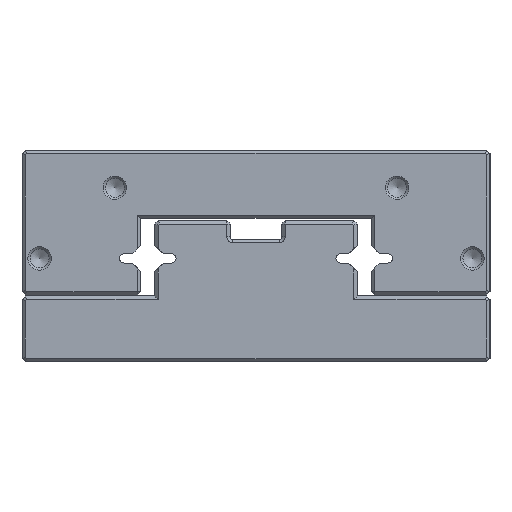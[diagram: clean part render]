
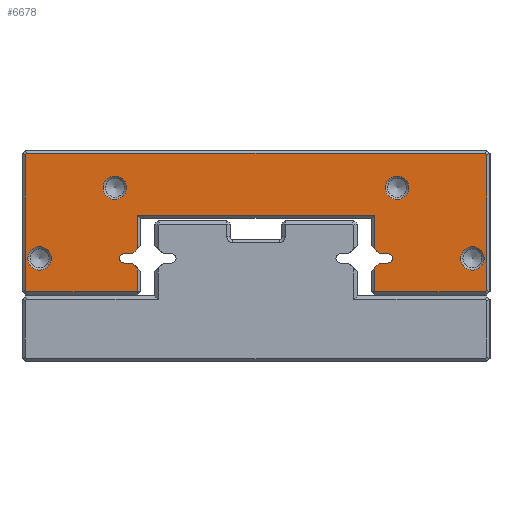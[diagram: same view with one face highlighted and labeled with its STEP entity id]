
A CAD part, left-side view. The second image highlights one B-rep face of the part: STEP entity #6678.
In plain terms, the highlighted planar face has unit normal (-1, 0, 0).
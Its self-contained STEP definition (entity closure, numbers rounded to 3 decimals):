
#5327=FACE_BOUND('',#10541,.T.);
#5328=FACE_BOUND('',#10542,.T.);
#5329=FACE_BOUND('',#10543,.T.);
#5330=FACE_BOUND('',#10544,.T.);
#5331=FACE_BOUND('',#10545,.T.);
#6049=CIRCLE('',#29379,1.);
#6072=CIRCLE('',#29410,1.);
#6078=CIRCLE('',#29422,2.5);
#6079=CIRCLE('',#29423,2.5);
#6080=CIRCLE('',#29424,2.5);
#6081=CIRCLE('',#29425,2.5);
#6678=ADVANCED_FACE('',(#5327,#5328,#5329,#5330,#5331),#8034,.T.);
#8034=PLANE('',#29426);
#10541=EDGE_LOOP('',(#14008,#14009,#14010,#14011,#14012,#14013,#14014,#14015,
#14016,#14017,#14018,#14019,#14020,#14021,#14022,#14023,#14024,#14025,#14026,
#14027,#14028,#14029,#14030,#14031));
#10542=EDGE_LOOP('',(#14032));
#10543=EDGE_LOOP('',(#14033));
#10544=EDGE_LOOP('',(#14034));
#10545=EDGE_LOOP('',(#14035));
#14008=ORIENTED_EDGE('',*,*,#21966,.F.);
#14009=ORIENTED_EDGE('',*,*,#22007,.T.);
#14010=ORIENTED_EDGE('',*,*,#22008,.T.);
#14011=ORIENTED_EDGE('',*,*,#22009,.T.);
#14012=ORIENTED_EDGE('',*,*,#21895,.F.);
#14013=ORIENTED_EDGE('',*,*,#21889,.F.);
#14014=ORIENTED_EDGE('',*,*,#21886,.F.);
#14015=ORIENTED_EDGE('',*,*,#21883,.F.);
#14016=ORIENTED_EDGE('',*,*,#21881,.F.);
#14017=ORIENTED_EDGE('',*,*,#22010,.T.);
#14018=ORIENTED_EDGE('',*,*,#22011,.T.);
#14019=ORIENTED_EDGE('',*,*,#22012,.T.);
#14020=ORIENTED_EDGE('',*,*,#22013,.T.);
#14021=ORIENTED_EDGE('',*,*,#22014,.T.);
#14022=ORIENTED_EDGE('',*,*,#22015,.T.);
#14023=ORIENTED_EDGE('',*,*,#22016,.T.);
#14024=ORIENTED_EDGE('',*,*,#22017,.T.);
#14025=ORIENTED_EDGE('',*,*,#22018,.T.);
#14026=ORIENTED_EDGE('',*,*,#22019,.T.);
#14027=ORIENTED_EDGE('',*,*,#22020,.T.);
#14028=ORIENTED_EDGE('',*,*,#21980,.F.);
#14029=ORIENTED_EDGE('',*,*,#21974,.F.);
#14030=ORIENTED_EDGE('',*,*,#21971,.F.);
#14031=ORIENTED_EDGE('',*,*,#21968,.F.);
#14032=ORIENTED_EDGE('',*,*,#22021,.T.);
#14033=ORIENTED_EDGE('',*,*,#22022,.T.);
#14034=ORIENTED_EDGE('',*,*,#22023,.T.);
#14035=ORIENTED_EDGE('',*,*,#22024,.T.);
#19407=VERTEX_POINT('',#39639);
#19408=VERTEX_POINT('',#39641);
#19409=VERTEX_POINT('',#39645);
#19411=VERTEX_POINT('',#39651);
#19413=VERTEX_POINT('',#39657);
#19418=VERTEX_POINT('',#39669);
#19466=VERTEX_POINT('',#39791);
#19467=VERTEX_POINT('',#39793);
#19468=VERTEX_POINT('',#39797);
#19470=VERTEX_POINT('',#39803);
#19472=VERTEX_POINT('',#39809);
#19477=VERTEX_POINT('',#39821);
#19500=VERTEX_POINT('',#39875);
#19501=VERTEX_POINT('',#39877);
#19502=VERTEX_POINT('',#39880);
#19503=VERTEX_POINT('',#39882);
#19504=VERTEX_POINT('',#39884);
#19505=VERTEX_POINT('',#39886);
#19506=VERTEX_POINT('',#39888);
#19507=VERTEX_POINT('',#39890);
#19508=VERTEX_POINT('',#39892);
#19509=VERTEX_POINT('',#39894);
#19510=VERTEX_POINT('',#39896);
#19511=VERTEX_POINT('',#39898);
#19512=VERTEX_POINT('',#39901);
#19513=VERTEX_POINT('',#39903);
#19514=VERTEX_POINT('',#39905);
#19515=VERTEX_POINT('',#39907);
#21881=EDGE_CURVE('',#19407,#19408,#24743,.T.);
#21883=EDGE_CURVE('',#19408,#19409,#24745,.T.);
#21886=EDGE_CURVE('',#19409,#19411,#6049,.T.);
#21889=EDGE_CURVE('',#19411,#19413,#24749,.T.);
#21895=EDGE_CURVE('',#19413,#19418,#24755,.T.);
#21966=EDGE_CURVE('',#19466,#19467,#24805,.T.);
#21968=EDGE_CURVE('',#19467,#19468,#24807,.T.);
#21971=EDGE_CURVE('',#19468,#19470,#6072,.T.);
#21974=EDGE_CURVE('',#19470,#19472,#24811,.T.);
#21980=EDGE_CURVE('',#19472,#19477,#24817,.T.);
#22007=EDGE_CURVE('',#19466,#19500,#24840,.T.);
#22008=EDGE_CURVE('',#19500,#19501,#24841,.T.);
#22009=EDGE_CURVE('',#19501,#19418,#24842,.T.);
#22010=EDGE_CURVE('',#19407,#19502,#24843,.T.);
#22011=EDGE_CURVE('',#19502,#19503,#24844,.T.);
#22012=EDGE_CURVE('',#19503,#19504,#24845,.T.);
#22013=EDGE_CURVE('',#19504,#19505,#24846,.T.);
#22014=EDGE_CURVE('',#19505,#19506,#24847,.T.);
#22015=EDGE_CURVE('',#19506,#19507,#24848,.T.);
#22016=EDGE_CURVE('',#19507,#19508,#24849,.T.);
#22017=EDGE_CURVE('',#19508,#19509,#24850,.T.);
#22018=EDGE_CURVE('',#19509,#19510,#24851,.T.);
#22019=EDGE_CURVE('',#19510,#19511,#24852,.T.);
#22020=EDGE_CURVE('',#19511,#19477,#24853,.T.);
#22021=EDGE_CURVE('',#19512,#19512,#6078,.T.);
#22022=EDGE_CURVE('',#19513,#19513,#6079,.T.);
#22023=EDGE_CURVE('',#19514,#19514,#6080,.T.);
#22024=EDGE_CURVE('',#19515,#19515,#6081,.T.);
#24743=LINE('',#39640,#27179);
#24745=LINE('',#39644,#27181);
#24749=LINE('',#39656,#27185);
#24755=LINE('',#39668,#27191);
#24805=LINE('',#39792,#27241);
#24807=LINE('',#39796,#27243);
#24811=LINE('',#39808,#27247);
#24817=LINE('',#39820,#27253);
#24840=LINE('',#39874,#27276);
#24841=LINE('',#39876,#27277);
#24842=LINE('',#39878,#27278);
#24843=LINE('',#39879,#27279);
#24844=LINE('',#39881,#27280);
#24845=LINE('',#39883,#27281);
#24846=LINE('',#39885,#27282);
#24847=LINE('',#39887,#27283);
#24848=LINE('',#39889,#27284);
#24849=LINE('',#39891,#27285);
#24850=LINE('',#39893,#27286);
#24851=LINE('',#39895,#27287);
#24852=LINE('',#39897,#27288);
#24853=LINE('',#39899,#27289);
#27179=VECTOR('',#32639,1.);
#27181=VECTOR('',#32643,1.);
#27185=VECTOR('',#32655,1.);
#27191=VECTOR('',#32663,1.);
#27241=VECTOR('',#32763,1.);
#27243=VECTOR('',#32767,1.);
#27247=VECTOR('',#32779,1.);
#27253=VECTOR('',#32787,1.);
#27276=VECTOR('',#32826,1.);
#27277=VECTOR('',#32827,1.);
#27278=VECTOR('',#32828,1.);
#27279=VECTOR('',#32829,1.);
#27280=VECTOR('',#32830,1.);
#27281=VECTOR('',#32831,1.);
#27282=VECTOR('',#32832,1.);
#27283=VECTOR('',#32833,1.);
#27284=VECTOR('',#32834,1.);
#27285=VECTOR('',#32835,1.);
#27286=VECTOR('',#32836,1.);
#27287=VECTOR('',#32837,1.);
#27288=VECTOR('',#32838,1.);
#27289=VECTOR('',#32839,1.);
#29379=AXIS2_PLACEMENT_3D('',#39650,#32648,#32649);
#29410=AXIS2_PLACEMENT_3D('',#39802,#32772,#32773);
#29422=AXIS2_PLACEMENT_3D('',#39900,#32840,#32841);
#29423=AXIS2_PLACEMENT_3D('',#39902,#32842,#32843);
#29424=AXIS2_PLACEMENT_3D('',#39904,#32844,#32845);
#29425=AXIS2_PLACEMENT_3D('',#39906,#32846,#32847);
#29426=AXIS2_PLACEMENT_3D('',#39908,#32848,#32849);
#32639=DIRECTION('',(0.,-0.707,0.707));
#32643=DIRECTION('',(0.,-1.,0.));
#32648=DIRECTION('',(-1.,0.,0.));
#32649=DIRECTION('',(0.,0.,-1.));
#32655=DIRECTION('',(0.,1.,0.));
#32663=DIRECTION('',(0.,0.707,0.707));
#32763=DIRECTION('',(0.,0.707,-0.707));
#32767=DIRECTION('',(0.,1.,0.));
#32772=DIRECTION('',(-1.,0.,0.));
#32773=DIRECTION('',(0.,0.,1.));
#32779=DIRECTION('',(0.,-1.,0.));
#32787=DIRECTION('',(0.,-0.707,-0.707));
#32826=DIRECTION('',(0.,0.,1.));
#32827=DIRECTION('',(0.,-1.,0.));
#32828=DIRECTION('',(0.,0.,-1.));
#32829=DIRECTION('',(0.,0.,-1.));
#32830=DIRECTION('',(0.,-1.,0.));
#32831=DIRECTION('',(0.,-0.707,0.707));
#32832=DIRECTION('',(0.,0.,1.));
#32833=DIRECTION('',(0.,0.707,0.707));
#32834=DIRECTION('',(0.,1.,0.));
#32835=DIRECTION('',(0.,0.707,-0.707));
#32836=DIRECTION('',(0.,0.,-1.));
#32837=DIRECTION('',(0.,-0.707,-0.707));
#32838=DIRECTION('',(0.,-1.,0.));
#32839=DIRECTION('',(0.,0.,1.));
#32840=DIRECTION('',(1.,0.,0.));
#32841=DIRECTION('',(0.,0.,-1.));
#32842=DIRECTION('',(1.,0.,0.));
#32843=DIRECTION('',(0.,0.,-1.));
#32844=DIRECTION('',(1.,0.,0.));
#32845=DIRECTION('',(0.,0.,-1.));
#32846=DIRECTION('',(1.,0.,0.));
#32847=DIRECTION('',(0.,0.,-1.));
#32848=DIRECTION('',(-1.,0.,0.));
#32849=DIRECTION('',(0.,0.,-1.));
#39639=CARTESIAN_POINT('',(80.,24.55,19.957));
#39640=CARTESIAN_POINT('',(80.,25.25,19.257));
#39641=CARTESIAN_POINT('',(80.,23.507,21.));
#39644=CARTESIAN_POINT('',(80.,23.507,21.));
#39645=CARTESIAN_POINT('',(80.,21.75,21.));
#39650=CARTESIAN_POINT('',(80.,21.75,22.));
#39651=CARTESIAN_POINT('',(80.,21.75,23.));
#39656=CARTESIAN_POINT('',(80.,21.75,23.));
#39657=CARTESIAN_POINT('',(80.,23.507,23.));
#39668=CARTESIAN_POINT('',(80.,23.507,23.));
#39669=CARTESIAN_POINT('',(80.,24.55,24.043));
#39791=CARTESIAN_POINT('',(80.,74.95,24.043));
#39792=CARTESIAN_POINT('',(80.,74.25,24.743));
#39793=CARTESIAN_POINT('',(80.,75.993,23.));
#39796=CARTESIAN_POINT('',(80.,75.993,23.));
#39797=CARTESIAN_POINT('',(80.,77.75,23.));
#39802=CARTESIAN_POINT('',(80.,77.75,22.));
#39803=CARTESIAN_POINT('',(80.,77.75,21.));
#39808=CARTESIAN_POINT('',(80.,77.75,21.));
#39809=CARTESIAN_POINT('',(80.,75.993,21.));
#39820=CARTESIAN_POINT('',(80.,75.993,21.));
#39821=CARTESIAN_POINT('',(80.,74.95,19.957));
#39874=CARTESIAN_POINT('',(80.,74.95,30.5));
#39875=CARTESIAN_POINT('',(80.,74.95,31.2));
#39876=CARTESIAN_POINT('',(80.,25.25,31.2));
#39877=CARTESIAN_POINT('',(80.,24.55,31.2));
#39878=CARTESIAN_POINT('',(80.,24.55,24.743));
#39879=CARTESIAN_POINT('',(80.,24.55,14.2));
#39880=CARTESIAN_POINT('',(80.,24.55,14.9));
#39881=CARTESIAN_POINT('',(80.,0.7,14.9));
#39882=CARTESIAN_POINT('',(80.,0.99,14.9));
#39883=CARTESIAN_POINT('',(80.,7.82,8.07));
#39884=CARTESIAN_POINT('',(80.,0.7,15.19));
#39885=CARTESIAN_POINT('',(80.,0.7,44.3));
#39886=CARTESIAN_POINT('',(80.,0.7,44.01));
#39887=CARTESIAN_POINT('',(80.,0.22,43.53));
#39888=CARTESIAN_POINT('',(80.,0.99,44.3));
#39889=CARTESIAN_POINT('',(80.,98.8,44.3));
#39890=CARTESIAN_POINT('',(80.,98.51,44.3));
#39891=CARTESIAN_POINT('',(80.,71.28,71.53));
#39892=CARTESIAN_POINT('',(80.,98.8,44.01));
#39893=CARTESIAN_POINT('',(80.,98.8,14.9));
#39894=CARTESIAN_POINT('',(80.,98.8,15.19));
#39895=CARTESIAN_POINT('',(80.,63.68,-19.93));
#39896=CARTESIAN_POINT('',(80.,98.51,14.9));
#39897=CARTESIAN_POINT('',(80.,74.25,14.9));
#39898=CARTESIAN_POINT('',(80.,74.95,14.9));
#39899=CARTESIAN_POINT('',(80.,74.95,19.257));
#39900=CARTESIAN_POINT('',(80.,95.75,22.));
#39901=CARTESIAN_POINT('',(80.,95.75,19.5));
#39902=CARTESIAN_POINT('',(80.,3.75,22.));
#39903=CARTESIAN_POINT('',(80.,3.75,19.5));
#39904=CARTESIAN_POINT('',(80.,19.75,37.));
#39905=CARTESIAN_POINT('',(80.,19.75,34.5));
#39906=CARTESIAN_POINT('',(80.,79.75,37.));
#39907=CARTESIAN_POINT('',(80.,79.75,34.5));
#39908=CARTESIAN_POINT('',(80.,21.75,22.));
